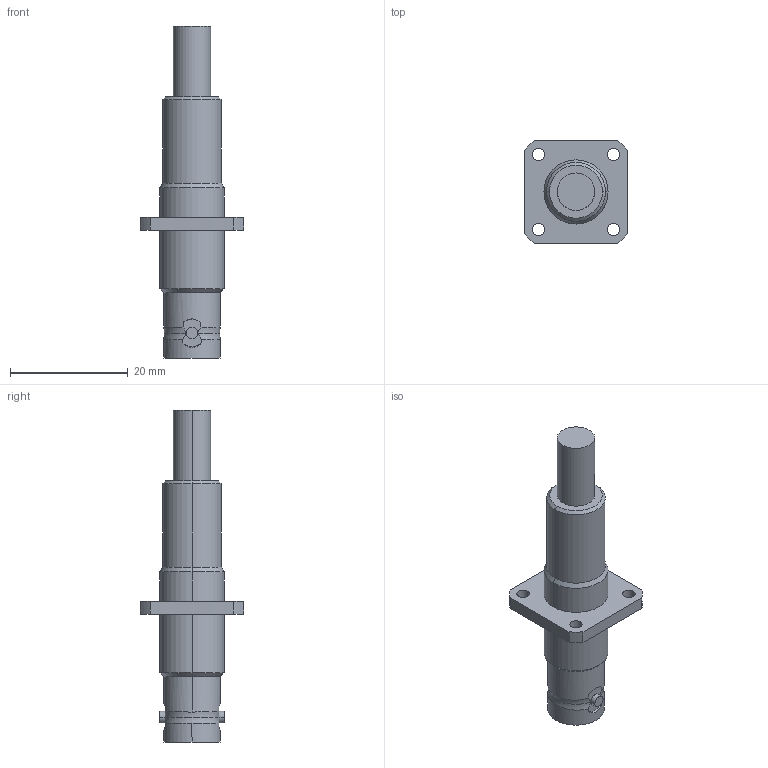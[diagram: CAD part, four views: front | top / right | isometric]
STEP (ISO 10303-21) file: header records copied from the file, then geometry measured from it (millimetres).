
FILE_DESCRIPTION (( 'STEP AP203' ), '1' );
FILE_NAME ('R317.270.000.STEP', '2020-07-03T06:11:04', ( '' ), ( '' ), 'SwSTEP 2.0', 'SolidWorks 2017', '' );
FILE_SCHEMA (( 'CONFIG_CONTROL_DESIGN' ));
Length unit declared in the file: millimetre
Products named in the file (1): R317.270.000
Bounding box: 17.5 x 17.5 x 56.4 mm (x, y, z)
Volume: 3839.1 mm3; surface area: 3526.6 mm2
Topology: 1 solids, 2 shells, 98 faces, 224 edges, 140 vertices
Faces by surface type: cylinder 42, cone 28, plane 24, torus 4
Entity records: 3059 total; most frequent: CARTESIAN_POINT 713, DIRECTION 500, ORIENTED_EDGE 448, EDGE_CURVE 224, AXIS2_PLACEMENT_3D 205, VERTEX_POINT 140, EDGE_LOOP 118, CIRCLE 106
